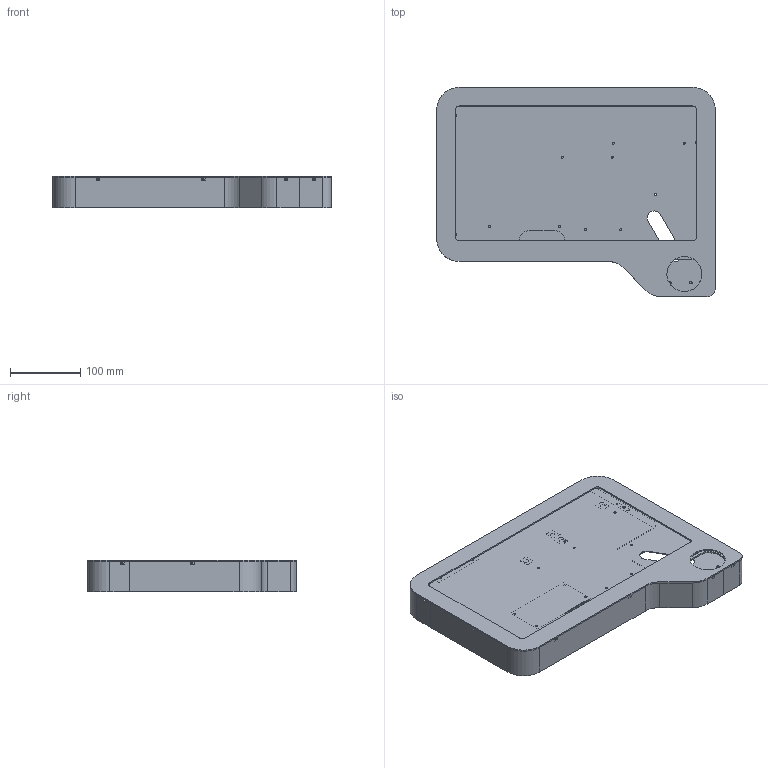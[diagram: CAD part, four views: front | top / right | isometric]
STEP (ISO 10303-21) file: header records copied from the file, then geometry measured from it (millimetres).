
FILE_DESCRIPTION(/* description */ (''),/* implementation_level */ '2;1');
FILE_NAME(/* name */ 'СБ_Инфотабло-15.6.stp',/* time_stamp */ '2022-12-06T13:50:48+03:00',/* author */ ('Voodoo'),/* organization */ (''),/* preprocessor_version */ 'ST-DEVELOPER v18.1',/* originating_system */ 'Autodesk Inventor 2021',/* authorisation */ '');
FILE_SCHEMA (('AUTOMOTIVE_DESIGN { 1 0 10303 214 3 1 1 }'));
Length unit declared in the file: millimetre
Products named in the file (20): СБ_Инфотабло; Плата контроллера; Стекло; Скоба БП1; Скоба БП2; Кронштейн медиа 
приставки; СБ_Короб задний; Короб задний; PEM_S_M5_1; СБ_Монтажный 
лист; Монтажный лист; Shp_3x8; AS 1427 - M3 x 6; ANSI B18.2.4.2M - M3x0,5; СБ_Корпус; Обечайка часть 
1; Обечайка часть 
2; СБ_Лицевой 
лист; Лицевой лист; Вытяжная заклепка_
Р-Ш-М3-Ум
Assembly tree (36 placements, depth 4):
  СБ_Инфотабло
    Плата контроллера
    Стекло
    Скоба БП1
    Скоба БП2
    Кронштейн медиа 
приставки
    СБ_Короб задний
      Короб задний
      PEM_S_M5_1  x4
    СБ_Монтажный 
лист
      Монтажный лист
      Shp_3x8  x5
    AS 1427 - M3 x 6  x5
    ANSI B18.2.4.2M - M3x0,5  x3
    СБ_Корпус
      Обечайка часть 
1
      Обечайка часть 
2
      СБ_Лицевой 
лист
        Лицевой лист
        Вытяжная заклепка_
Р-Ш-М3-Ум  x5
Bounding box: 397 x 298 x 45 mm (x, y, z)
Volume: 514041.3 mm3; surface area: 701934.3 mm2
Topology: 46 solids, 46 shells, 1171 faces, 2868 edges, 1799 vertices
Faces by surface type: plane 736, cylinder 280, cone 125, torus 25, sphere 5
Full cylindrical faces by diameter (mm): 2.459 x3, 2.693 x5, 3 x38, 4 x5, 4.2 x5, 4.8 x5, 5 x11, 6.4 x8, 8.7 x4, 50 x1
Entity records: 28034 total; most frequent: CARTESIAN_POINT 4906, DIRECTION 4689, ORIENTED_EDGE 4544, EDGE_CURVE 2272, LINE 1673, VECTOR 1673, AXIS2_PLACEMENT_3D 1508, VERTEX_POINT 1421
